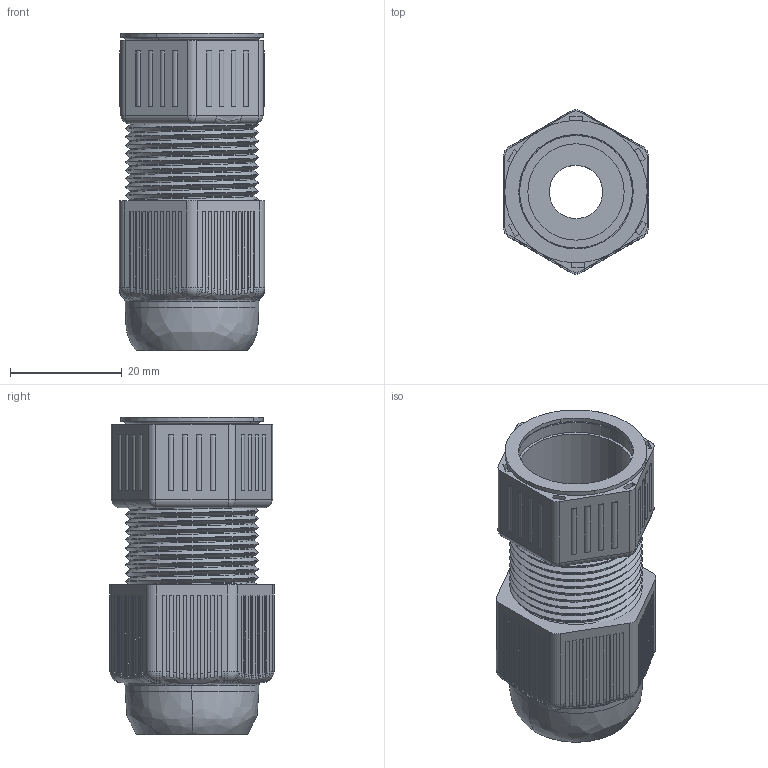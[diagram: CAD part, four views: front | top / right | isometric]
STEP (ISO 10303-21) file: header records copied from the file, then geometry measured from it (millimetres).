
FILE_DESCRIPTION (( 'STEP AP214' ), '1' );
FILE_NAME ('GM67X-CS-B_rA3.STEP', '2013-09-11T18:32:12', ( '' ), ( '' ), 'SwSTEP 2.0', 'SolidWorks 2012', '' );
FILE_SCHEMA (( 'AUTOMOTIVE_DESIGN' ));
Length unit declared in the file: millimetre
Products named in the file (5): GM67X Cable Side Cap; GM67X Gasket; GM67X Blue Insert; GM67X Cable Side; GM67X-CS-B_rA3
Assembly tree (4 placements, depth 2):
  GM67X-CS-B_rA3
    GM67X Cable Side
    GM67X Blue Insert
    GM67X Gasket
    GM67X Cable Side Cap
Bounding box: 26 x 29.4 x 56.9 mm (x, y, z)
Volume: 13538.3 mm3; surface area: 14500 mm2
Topology: 4 solids, 5 shells, 576 faces, 1540 edges, 1004 vertices
Faces by surface type: plane 411, cylinder 129, bspline 14, sphere 12, torus 8, cone 2
Entity records: 26226 total; most frequent: CARTESIAN_POINT 6171, ORIENTED_EDGE 3064, DIRECTION 2614, EDGE_CURVE 1532, VERTEX_POINT 1000, LINE 914, VECTOR 914, AXIS2_PLACEMENT_3D 850
